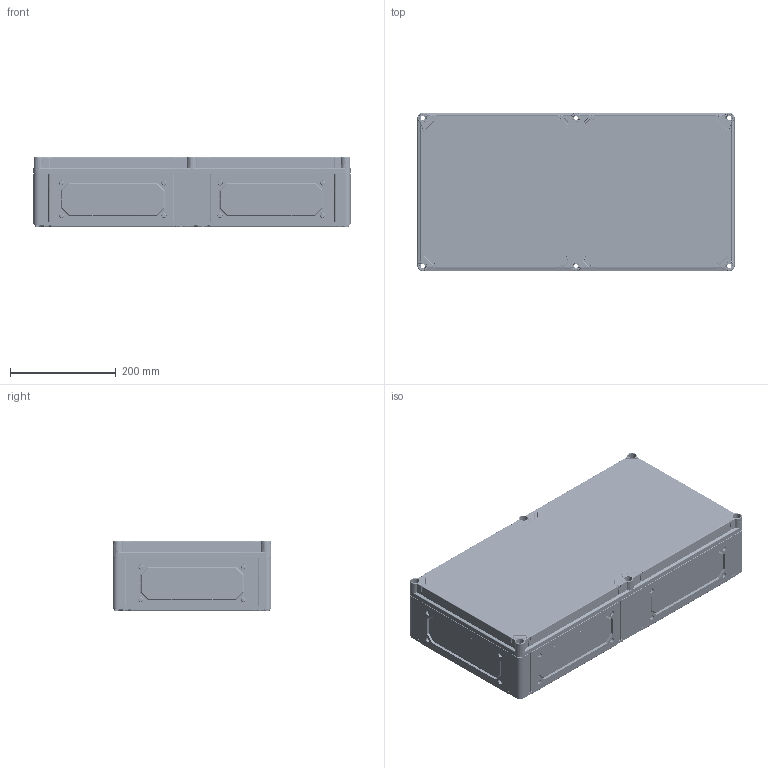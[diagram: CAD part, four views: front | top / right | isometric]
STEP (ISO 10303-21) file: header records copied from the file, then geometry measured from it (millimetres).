
FILE_DESCRIPTION((''),'2;1');
FILE_NAME('CPCF306013G_ASM','2010-04-19T',('pasi_koskela'),(''),'PRO/ENGINEER BY PARAMETRIC TECHNOLOGY CORPORATION, 2008250','PRO/ENGINEER BY PARAMETRIC TECHNOLOGY CORPORATION, 2008250','');
FILE_SCHEMA(('AUTOMOTIVE_DESIGN_CC2 { 1 2 10303 214 -1 1 5 2 }'));
Products named in the file (3): CPCF306010B; OPCG306003L; CPCF306013G_ASM
Assembly tree (2 placements, depth 2):
  CPCF306013G_ASM
    CPCF306010B
    OPCG306003L
Bounding box: 600 x 300 x 132 mm (x, y, z)
Volume: 2385717.7 mm3; surface area: 1381382 mm2
Topology: 2 solids, 2 shells, 5155 faces, 12918 edges, 8013 vertices
Faces by surface type: plane 2033, cylinder 1142, cone 1056, torus 660, bspline 223, sphere 41
Entity records: 205062 total; most frequent: CARTESIAN_POINT 44461, ORIENTED_EDGE 25832, DIRECTION 25119, PRESENTATION_STYLE_ASSIGNMENT 12918, STYLED_ITEM 12918, CURVE_STYLE 12916, EDGE_CURVE 12916, AXIS2_PLACEMENT_3D 9327
